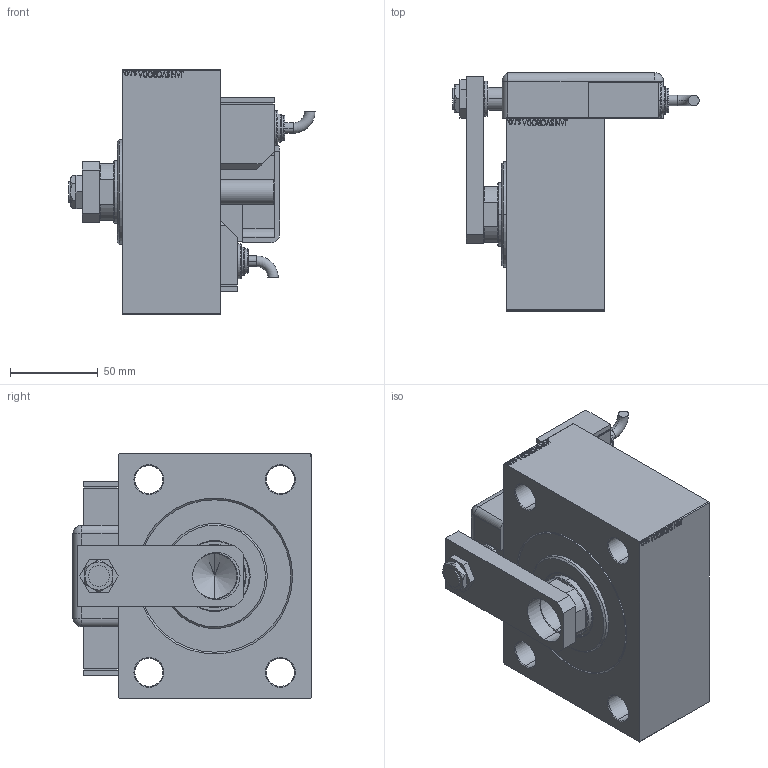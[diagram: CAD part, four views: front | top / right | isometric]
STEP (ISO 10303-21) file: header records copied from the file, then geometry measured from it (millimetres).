
FILE_DESCRIPTION (( 'STEP AP203' ), '1' );
FILE_NAME ('7c55.STEP', '2021-11-02T04:58:24', ( '' ), ( '' ), 'SwSTEP 2.0', 'SolidWorks 2019', '' );
FILE_SCHEMA (( 'CONFIG_CONTROL_DESIGN' ));
Length unit declared in the file: millimetre
Products named in the file (13): V450CM_VC_B 80a6fd1ec031dfb7ae81228440bf5f16; V450CM_B 80a6fd1ec031dfb7ae81228440bf5f16; SWITCH_Q_FRONT_BACK 80a6fd1ec031dfb7ae81228440bf5f16; ZARAZKA_Q 80a6fd1ec031dfb7ae81228440bf5f16; KRYT 80a6fd1ec031dfb7ae81228440bf5f16; SWITCH DIM A_G 80a6fd1ec031dfb7ae81228440bf5f16; TYC 80a6fd1ec031dfb7ae81228440bf5f16; 7c55; SWITCH Q 80a6fd1ec031dfb7ae81228440bf5f16; MAGNETIC SWITCH Q 80a6fd1ec031dfb7ae81228440bf5f16; V450CM_B_VCP 80a6fd1ec031dfb7ae81228440bf5f16; NUT_D13 80a6fd1ec031dfb7ae81228440bf5f16; NUT_D19 80a6fd1ec031dfb7ae81228440bf5f16
Assembly tree (13 placements, depth 3):
  7c55
    V450CM_B 80a6fd1ec031dfb7ae81228440bf5f16
    V450CM_B_VCP 80a6fd1ec031dfb7ae81228440bf5f16
    V450CM_VC_B 80a6fd1ec031dfb7ae81228440bf5f16
    MAGNETIC SWITCH Q 80a6fd1ec031dfb7ae81228440bf5f16
      SWITCH_Q_FRONT_BACK 80a6fd1ec031dfb7ae81228440bf5f16
      TYC 80a6fd1ec031dfb7ae81228440bf5f16
      ZARAZKA_Q 80a6fd1ec031dfb7ae81228440bf5f16
      SWITCH DIM A_G 80a6fd1ec031dfb7ae81228440bf5f16
      NUT_D19 80a6fd1ec031dfb7ae81228440bf5f16
      NUT_D13 80a6fd1ec031dfb7ae81228440bf5f16
      KRYT 80a6fd1ec031dfb7ae81228440bf5f16
      SWITCH Q 80a6fd1ec031dfb7ae81228440bf5f16  x2
Bounding box: 140.46 x 135.8 x 140 mm (x, y, z)
Volume: 924917.5 mm3; surface area: 177199.8 mm2
Topology: 13 solids, 13 shells, 1231 faces, 3126 edges, 2059 vertices
Faces by surface type: plane 605, bspline 471, cylinder 93, cone 38, torus 22, sphere 2
Entity records: 59197 total; most frequent: CARTESIAN_POINT 32002, ORIENTED_EDGE 6056, DIRECTION 3784, EDGE_CURVE 3028, VERTEX_POINT 1999, LINE 1818, VECTOR 1818, EDGE_LOOP 1353
